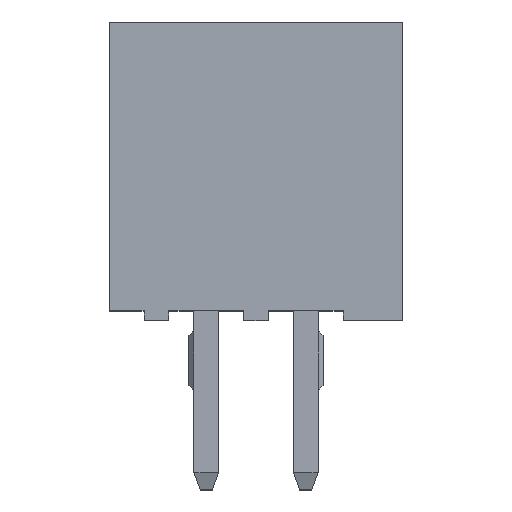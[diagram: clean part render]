
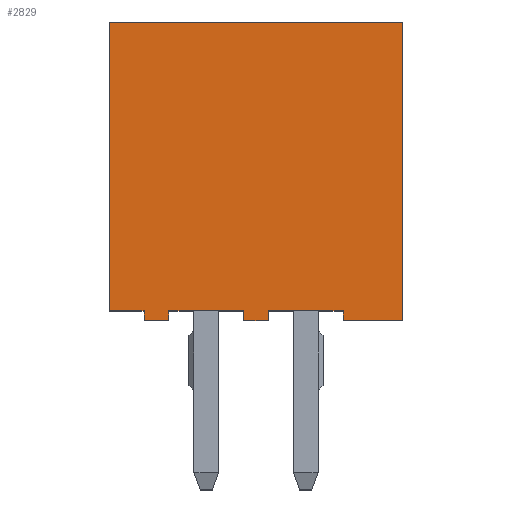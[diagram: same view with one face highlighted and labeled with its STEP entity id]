
A CAD part, top view. The second image highlights one B-rep face of the part: STEP entity #2829.
In plain terms, the highlighted planar face has unit normal (0, 0, 1).
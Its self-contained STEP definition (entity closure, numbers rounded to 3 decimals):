
#1 = CARTESIAN_POINT ( 'NONE',  ( -2.95, 6., 2.8 ) ) ;
#22 = VECTOR ( 'NONE', #463, 1000. ) ;
#74 = DIRECTION ( 'NONE',  ( 0., 0., -1. ) ) ;
#75 = CARTESIAN_POINT ( 'NONE',  ( -2.25, 0.2, 2.8 ) ) ;
#88 = EDGE_LOOP ( 'NONE', ( #2790, #2751, #1150, #805, #1282, #2644, #788, #824, #268, #1109, #928, #2681, #2336, #2012 ) ) ;
#158 = LINE ( 'NONE', #1836, #22 ) ;
#159 = CARTESIAN_POINT ( 'NONE',  ( -2.25, 0., 2.8 ) ) ;
#208 = EDGE_CURVE ( 'NONE', #2191, #2317, #1232, .T. ) ;
#222 = CARTESIAN_POINT ( 'NONE',  ( -1.75, 0., 2.8 ) ) ;
#254 = CARTESIAN_POINT ( 'NONE',  ( 0.25, 0., 2.8 ) ) ;
#265 = EDGE_CURVE ( 'NONE', #2732, #2007, #1553, .T. ) ;
#268 = ORIENTED_EDGE ( 'NONE', *, *, #513, .T. ) ;
#283 = EDGE_CURVE ( 'NONE', #2191, #1754, #2897, .T. ) ;
#303 = CARTESIAN_POINT ( 'NONE',  ( -0.25, 0., 2.8 ) ) ;
#316 = CARTESIAN_POINT ( 'NONE',  ( -2.95, 0., 2.8 ) ) ;
#369 = CARTESIAN_POINT ( 'NONE',  ( 0.25, 0.2, 2.8 ) ) ;
#393 = VERTEX_POINT ( 'NONE', #809 ) ;
#435 = DIRECTION ( 'NONE',  ( 0., 1., 0. ) ) ;
#463 = DIRECTION ( 'NONE',  ( 0., -1., 0. ) ) ;
#470 = CARTESIAN_POINT ( 'NONE',  ( -0.25, 0., 2.8 ) ) ;
#513 = EDGE_CURVE ( 'NONE', #1044, #2358, #2791, .T. ) ;
#613 = VERTEX_POINT ( 'NONE', #1180 ) ;
#662 = CARTESIAN_POINT ( 'NONE',  ( 0.25, 0., 2.8 ) ) ;
#702 = CARTESIAN_POINT ( 'NONE',  ( 1.75, 0., 2.8 ) ) ;
#738 = DIRECTION ( 'NONE',  ( 0., 1., 0. ) ) ;
#755 = DIRECTION ( 'NONE',  ( 0., -1., 0. ) ) ;
#764 = FACE_OUTER_BOUND ( 'NONE', #88, .T. ) ;
#784 = PLANE ( 'NONE',  #2919 ) ;
#788 = ORIENTED_EDGE ( 'NONE', *, *, #283, .T. ) ;
#805 = ORIENTED_EDGE ( 'NONE', *, *, #2465, .T. ) ;
#809 = CARTESIAN_POINT ( 'NONE',  ( -0.25, 0.2, 2.8 ) ) ;
#824 = ORIENTED_EDGE ( 'NONE', *, *, #2805, .T. ) ;
#837 = VECTOR ( 'NONE', #975, 1000. ) ;
#883 = CARTESIAN_POINT ( 'NONE',  ( -2.95, 0., 2.8 ) ) ;
#928 = ORIENTED_EDGE ( 'NONE', *, *, #2403, .T. ) ;
#934 = VERTEX_POINT ( 'NONE', #2474 ) ;
#950 = LINE ( 'NONE', #222, #2111 ) ;
#975 = DIRECTION ( 'NONE',  ( 0., 1., 0. ) ) ;
#990 = DIRECTION ( 'NONE',  ( 1., 0., 0. ) ) ;
#1014 = VECTOR ( 'NONE', #738, 1000. ) ;
#1044 = VERTEX_POINT ( 'NONE', #159 ) ;
#1059 = CARTESIAN_POINT ( 'NONE',  ( -2.95, 0., 2.8 ) ) ;
#1063 = EDGE_CURVE ( 'NONE', #2358, #1892, #950, .T. ) ;
#1082 = VECTOR ( 'NONE', #2288, 1000. ) ;
#1109 = ORIENTED_EDGE ( 'NONE', *, *, #1063, .T. ) ;
#1150 = ORIENTED_EDGE ( 'NONE', *, *, #265, .T. ) ;
#1180 = CARTESIAN_POINT ( 'NONE',  ( 1.75, 0.2, 2.8 ) ) ;
#1232 = LINE ( 'NONE', #2344, #1014 ) ;
#1282 = ORIENTED_EDGE ( 'NONE', *, *, #2209, .F. ) ;
#1302 = VECTOR ( 'NONE', #2786, 1000. ) ;
#1338 = LINE ( 'NONE', #662, #2466 ) ;
#1430 = CARTESIAN_POINT ( 'NONE',  ( -0.25, 0.2, 2.8 ) ) ;
#1445 = CARTESIAN_POINT ( 'NONE',  ( -2.25, 0.2, 2.8 ) ) ;
#1463 = LINE ( 'NONE', #2134, #2871 ) ;
#1553 = LINE ( 'NONE', #1917, #1670 ) ;
#1658 = DIRECTION ( 'NONE',  ( 0., -1., 0. ) ) ;
#1670 = VECTOR ( 'NONE', #2162, 1000. ) ;
#1754 = VERTEX_POINT ( 'NONE', #75 ) ;
#1781 = LINE ( 'NONE', #2112, #1302 ) ;
#1796 = DIRECTION ( 'NONE',  ( 1., 0., 0. ) ) ;
#1836 = CARTESIAN_POINT ( 'NONE',  ( -2.25, 0., 2.8 ) ) ;
#1846 = LINE ( 'NONE', #1887, #837 ) ;
#1864 = EDGE_CURVE ( 'NONE', #613, #2732, #1463, .T. ) ;
#1887 = CARTESIAN_POINT ( 'NONE',  ( 2.95, 0., 2.8 ) ) ;
#1892 = VERTEX_POINT ( 'NONE', #2545 ) ;
#1917 = CARTESIAN_POINT ( 'NONE',  ( -2.95, 0., 2.8 ) ) ;
#1998 = LINE ( 'NONE', #883, #1082 ) ;
#2007 = VERTEX_POINT ( 'NONE', #2235 ) ;
#2012 = ORIENTED_EDGE ( 'NONE', *, *, #2234, .T. ) ;
#2029 = VECTOR ( 'NONE', #2676, 1000. ) ;
#2055 = VERTEX_POINT ( 'NONE', #369 ) ;
#2074 = CARTESIAN_POINT ( 'NONE',  ( -1.75, 0., 2.8 ) ) ;
#2101 = VECTOR ( 'NONE', #990, 1000. ) ;
#2111 = VECTOR ( 'NONE', #435, 1000. ) ;
#2112 = CARTESIAN_POINT ( 'NONE',  ( 1.75, 0.2, 2.8 ) ) ;
#2134 = CARTESIAN_POINT ( 'NONE',  ( 1.75, 0., 2.8 ) ) ;
#2153 = DIRECTION ( 'NONE',  ( 1., 0., 0. ) ) ;
#2162 = DIRECTION ( 'NONE',  ( 1., 0., 0. ) ) ;
#2191 = VERTEX_POINT ( 'NONE', #2722 ) ;
#2209 = EDGE_CURVE ( 'NONE', #2317, #934, #2324, .T. ) ;
#2234 = EDGE_CURVE ( 'NONE', #2719, #2055, #1338, .T. ) ;
#2235 = CARTESIAN_POINT ( 'NONE',  ( 2.95, 0., 2.8 ) ) ;
#2246 = LINE ( 'NONE', #1430, #2101 ) ;
#2276 = VECTOR ( 'NONE', #2788, 1000. ) ;
#2288 = DIRECTION ( 'NONE',  ( 1., 0., 0. ) ) ;
#2302 = VERTEX_POINT ( 'NONE', #470 ) ;
#2317 = VERTEX_POINT ( 'NONE', #1 ) ;
#2324 = LINE ( 'NONE', #2478, #2701 ) ;
#2336 = ORIENTED_EDGE ( 'NONE', *, *, #2586, .T. ) ;
#2344 = CARTESIAN_POINT ( 'NONE',  ( -2.95, 0., 2.8 ) ) ;
#2358 = VERTEX_POINT ( 'NONE', #2074 ) ;
#2403 = EDGE_CURVE ( 'NONE', #1892, #393, #2246, .T. ) ;
#2465 = EDGE_CURVE ( 'NONE', #2007, #934, #1846, .T. ) ;
#2466 = VECTOR ( 'NONE', #2485, 1000. ) ;
#2474 = CARTESIAN_POINT ( 'NONE',  ( 2.95, 6., 2.8 ) ) ;
#2478 = CARTESIAN_POINT ( 'NONE',  ( -2.95, 6., 2.8 ) ) ;
#2485 = DIRECTION ( 'NONE',  ( 0., 1., 0. ) ) ;
#2491 = EDGE_CURVE ( 'NONE', #2055, #613, #1781, .T. ) ;
#2545 = CARTESIAN_POINT ( 'NONE',  ( -1.75, 0.2, 2.8 ) ) ;
#2549 = LINE ( 'NONE', #303, #2276 ) ;
#2586 = EDGE_CURVE ( 'NONE', #2302, #2719, #1998, .T. ) ;
#2644 = ORIENTED_EDGE ( 'NONE', *, *, #208, .F. ) ;
#2676 = DIRECTION ( 'NONE',  ( 1., 0., 0. ) ) ;
#2681 = ORIENTED_EDGE ( 'NONE', *, *, #2925, .T. ) ;
#2701 = VECTOR ( 'NONE', #1796, 1000. ) ;
#2719 = VERTEX_POINT ( 'NONE', #254 ) ;
#2722 = CARTESIAN_POINT ( 'NONE',  ( -2.95, 0.2, 2.8 ) ) ;
#2732 = VERTEX_POINT ( 'NONE', #702 ) ;
#2751 = ORIENTED_EDGE ( 'NONE', *, *, #1864, .T. ) ;
#2786 = DIRECTION ( 'NONE',  ( 1., 0., 0. ) ) ;
#2788 = DIRECTION ( 'NONE',  ( 0., -1., 0. ) ) ;
#2790 = ORIENTED_EDGE ( 'NONE', *, *, #2491, .T. ) ;
#2791 = LINE ( 'NONE', #1059, #2029 ) ;
#2805 = EDGE_CURVE ( 'NONE', #1754, #1044, #158, .T. ) ;
#2829 = ADVANCED_FACE ( 'NONE', ( #764 ), #784, .F. ) ;
#2871 = VECTOR ( 'NONE', #755, 1000. ) ;
#2897 = LINE ( 'NONE', #1445, #2932 ) ;
#2919 = AXIS2_PLACEMENT_3D ( 'NONE', #316, #74, #1658 ) ;
#2925 = EDGE_CURVE ( 'NONE', #393, #2302, #2549, .T. ) ;
#2932 = VECTOR ( 'NONE', #2153, 1000. ) ;
